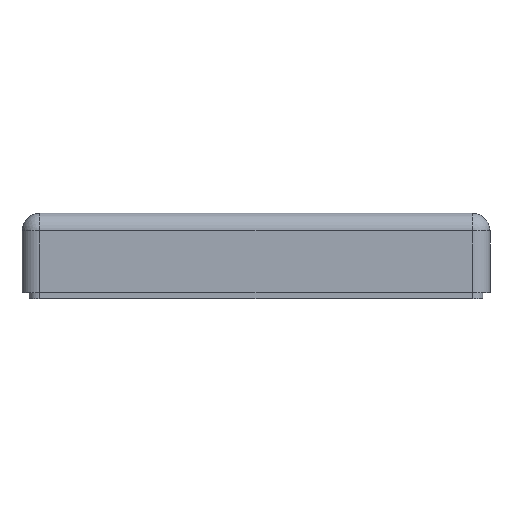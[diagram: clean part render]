
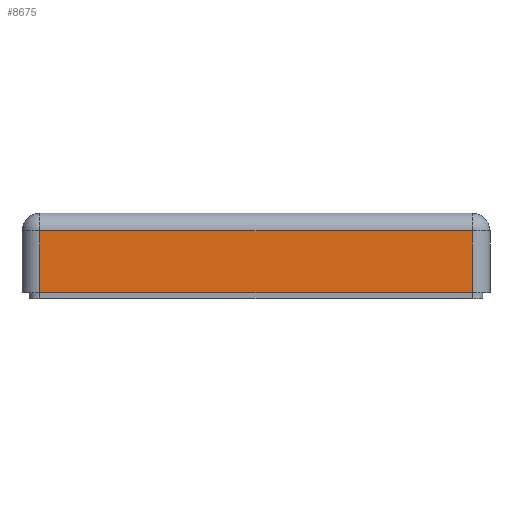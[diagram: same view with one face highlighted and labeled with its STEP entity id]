
A CAD part, left-side view. The second image highlights one B-rep face of the part: STEP entity #8675.
In plain terms, the highlighted planar face has unit normal (-1, 0, 0).
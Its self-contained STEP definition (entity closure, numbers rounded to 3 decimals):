
#651=PLANE('',#9159);
#1103=FACE_OUTER_BOUND('',#1646,.T.);
#1646=EDGE_LOOP('',(#8178,#8179,#8180,#8181));
#2384=LINE('',#13575,#3381);
#2636=LINE('',#14457,#3633);
#2639=LINE('',#14478,#3636);
#2643=LINE('',#14487,#3640);
#3381=VECTOR('',#10371,49.);
#3633=VECTOR('',#11071,49.);
#3636=VECTOR('',#11106,7.);
#3640=VECTOR('',#11120,7.);
#4337=VERTEX_POINT('',#13572);
#4338=VERTEX_POINT('',#13574);
#4527=VERTEX_POINT('',#14454);
#4528=VERTEX_POINT('',#14456);
#5390=EDGE_CURVE('',#4337,#4338,#2384,.T.);
#5731=EDGE_CURVE('',#4527,#4528,#2636,.T.);
#5743=EDGE_CURVE('',#4338,#4527,#2639,.T.);
#5747=EDGE_CURVE('',#4337,#4528,#2643,.T.);
#8178=ORIENTED_EDGE('',*,*,#5731,.F.);
#8179=ORIENTED_EDGE('',*,*,#5743,.F.);
#8180=ORIENTED_EDGE('',*,*,#5390,.F.);
#8181=ORIENTED_EDGE('',*,*,#5747,.T.);
#8675=ADVANCED_FACE('',(#1103),#651,.T.);
#9159=AXIS2_PLACEMENT_3D('',#14488,#11121,#11122);
#10371=DIRECTION('',(0.,1.,0.));
#11071=DIRECTION('',(0.,-1.,0.));
#11106=DIRECTION('',(0.,0.,1.));
#11120=DIRECTION('',(0.,0.,1.));
#11121=DIRECTION('center_axis',(-1.,0.,0.));
#11122=DIRECTION('ref_axis',(0.,-1.,0.));
#13572=CARTESIAN_POINT('',(-4.5,7.5,0.));
#13574=CARTESIAN_POINT('',(-4.5,56.5,0.));
#13575=CARTESIAN_POINT('',(-4.5,7.5,0.));
#14454=CARTESIAN_POINT('',(-4.5,56.5,7.));
#14456=CARTESIAN_POINT('',(-4.5,7.5,7.));
#14457=CARTESIAN_POINT('',(-4.5,44.25,7.));
#14478=CARTESIAN_POINT('',(-4.5,56.5,0.));
#14487=CARTESIAN_POINT('',(-4.5,7.5,0.));
#14488=CARTESIAN_POINT('Origin',(-4.5,56.5,0.));
